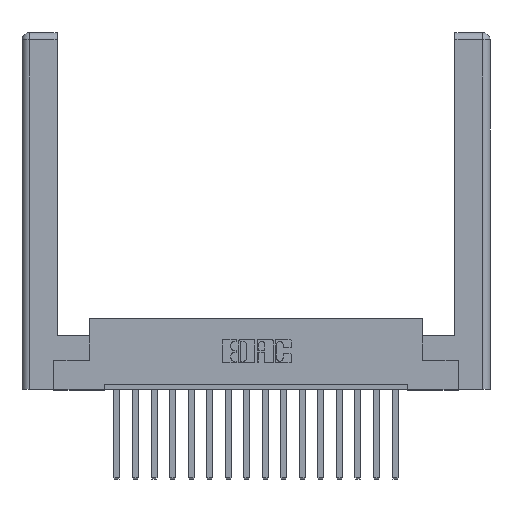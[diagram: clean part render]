
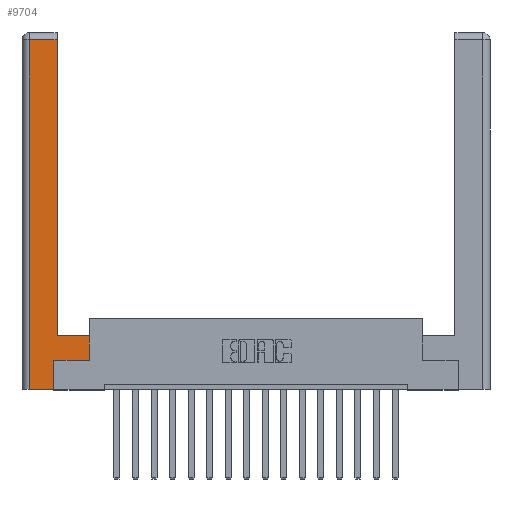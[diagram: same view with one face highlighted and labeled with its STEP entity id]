
A CAD part, top view. The second image highlights one B-rep face of the part: STEP entity #9704.
In plain terms, the highlighted planar face has unit normal (0, 0, 1).
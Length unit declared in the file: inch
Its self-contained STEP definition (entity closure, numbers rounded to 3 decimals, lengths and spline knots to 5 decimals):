
#498 = LINE ( 'NONE', #17037, #16517 ) ;
#754 = LINE ( 'NONE', #5525, #12516 ) ;
#1237 = CARTESIAN_POINT ( 'NONE',  ( 0., 0., 0. ) ) ;
#1422 = EDGE_CURVE ( 'NONE', #12033, #13639, #10744, .T. ) ;
#1424 = DIRECTION ( 'NONE',  ( 0., -1., 0. ) ) ;
#1770 = VECTOR ( 'NONE', #4780, 39.37008 ) ;
#2782 = DIRECTION ( 'NONE',  ( 0., 1., 0. ) ) ;
#2954 = VERTEX_POINT ( 'NONE', #12703 ) ;
#3214 = EDGE_CURVE ( 'NONE', #12905, #2954, #7027, .T. ) ;
#3573 = VERTEX_POINT ( 'NONE', #11000 ) ;
#3726 = EDGE_CURVE ( 'NONE', #13639, #8164, #13193, .T. ) ;
#3923 = ORIENTED_EDGE ( 'NONE', *, *, #7256, .T. ) ;
#4154 = ORIENTED_EDGE ( 'NONE', *, *, #3726, .T. ) ;
#4176 = VECTOR ( 'NONE', #10988, 39.37008 ) ;
#4224 = CARTESIAN_POINT ( 'NONE',  ( 0.565, 0.45, 0. ) ) ;
#4545 = CARTESIAN_POINT ( 'NONE',  ( 0.565, 0.245, 0. ) ) ;
#4733 = ORIENTED_EDGE ( 'NONE', *, *, #8841, .T. ) ;
#4771 = CARTESIAN_POINT ( 'NONE',  ( 0.0615, 2.94, 0. ) ) ;
#4780 = DIRECTION ( 'NONE',  ( -1., 0., 0. ) ) ;
#5317 = VECTOR ( 'NONE', #2782, 39.37008 ) ;
#5337 = DIRECTION ( 'NONE',  ( 1., 0., 0. ) ) ;
#5525 = CARTESIAN_POINT ( 'NONE',  ( 0.265, 0., 0. ) ) ;
#5528 = CARTESIAN_POINT ( 'NONE',  ( 0.265, 0.245, 0. ) ) ;
#6029 = DIRECTION ( 'NONE',  ( -1., 0., 0. ) ) ;
#6606 = DIRECTION ( 'NONE',  ( 0., 0., -1. ) ) ;
#6936 = CARTESIAN_POINT ( 'NONE',  ( 0.265, 0.245, 0. ) ) ;
#6992 = CARTESIAN_POINT ( 'NONE',  ( 0.295, 2.94, 0. ) ) ;
#7027 = LINE ( 'NONE', #4545, #13882 ) ;
#7109 = FACE_OUTER_BOUND ( 'NONE', #12371, .T. ) ;
#7256 = EDGE_CURVE ( 'NONE', #3573, #12905, #7839, .T. ) ;
#7744 = CARTESIAN_POINT ( 'NONE',  ( 0.0615, 0., 0. ) ) ;
#7774 = EDGE_CURVE ( 'NONE', #8164, #3573, #754, .T. ) ;
#7839 = LINE ( 'NONE', #5528, #4176 ) ;
#8150 = CARTESIAN_POINT ( 'NONE',  ( 0.565, 0.45, 0. ) ) ;
#8164 = VERTEX_POINT ( 'NONE', #7744 ) ;
#8230 = CARTESIAN_POINT ( 'NONE',  ( 0.0615, 0., 0. ) ) ;
#8305 = ORIENTED_EDGE ( 'NONE', *, *, #10813, .T. ) ;
#8812 = DIRECTION ( 'NONE',  ( 0., 1., 0. ) ) ;
#8841 = EDGE_CURVE ( 'NONE', #9990, #12033, #498, .T. ) ;
#9222 = EDGE_CURVE ( 'NONE', #12037, #9990, #10770, .T. ) ;
#9704 = ADVANCED_FACE ( 'NONE', ( #7109 ), #14924, .F. ) ;
#9754 = ORIENTED_EDGE ( 'NONE', *, *, #1422, .T. ) ;
#9990 = VERTEX_POINT ( 'NONE', #14348 ) ;
#10304 = CARTESIAN_POINT ( 'NONE',  ( 0.295, 0.45, 0. ) ) ;
#10744 = LINE ( 'NONE', #4771, #13520 ) ;
#10770 = LINE ( 'NONE', #10304, #1770 ) ;
#10813 = EDGE_CURVE ( 'NONE', #2954, #12037, #17350, .T. ) ;
#10988 = DIRECTION ( 'NONE',  ( 0., 1., 0. ) ) ;
#11000 = CARTESIAN_POINT ( 'NONE',  ( 0.265, 0., 0. ) ) ;
#11226 = ORIENTED_EDGE ( 'NONE', *, *, #9222, .T. ) ;
#11267 = ORIENTED_EDGE ( 'NONE', *, *, #7774, .T. ) ;
#12033 = VERTEX_POINT ( 'NONE', #6992 ) ;
#12037 = VERTEX_POINT ( 'NONE', #4224 ) ;
#12371 = EDGE_LOOP ( 'NONE', ( #4733, #9754, #4154, #11267, #3923, #15238, #8305, #11226 ) ) ;
#12516 = VECTOR ( 'NONE', #5337, 39.37008 ) ;
#12703 = CARTESIAN_POINT ( 'NONE',  ( 0.565, 0.245, 0. ) ) ;
#12797 = DIRECTION ( 'NONE',  ( 1., 0., 0. ) ) ;
#12905 = VERTEX_POINT ( 'NONE', #6936 ) ;
#13142 = AXIS2_PLACEMENT_3D ( 'NONE', #1237, #6606, #17565 ) ;
#13193 = LINE ( 'NONE', #8230, #14916 ) ;
#13520 = VECTOR ( 'NONE', #6029, 39.37008 ) ;
#13639 = VERTEX_POINT ( 'NONE', #17275 ) ;
#13882 = VECTOR ( 'NONE', #12797, 39.37008 ) ;
#14348 = CARTESIAN_POINT ( 'NONE',  ( 0.295, 0.45, 0. ) ) ;
#14916 = VECTOR ( 'NONE', #1424, 39.37008 ) ;
#14924 = PLANE ( 'NONE',  #13142 ) ;
#15238 = ORIENTED_EDGE ( 'NONE', *, *, #3214, .T. ) ;
#16517 = VECTOR ( 'NONE', #8812, 39.37008 ) ;
#17037 = CARTESIAN_POINT ( 'NONE',  ( 0.295, 3., 0. ) ) ;
#17275 = CARTESIAN_POINT ( 'NONE',  ( 0.0615, 2.94, 0. ) ) ;
#17350 = LINE ( 'NONE', #8150, #5317 ) ;
#17565 = DIRECTION ( 'NONE',  ( -1., 0., 0. ) ) ;
